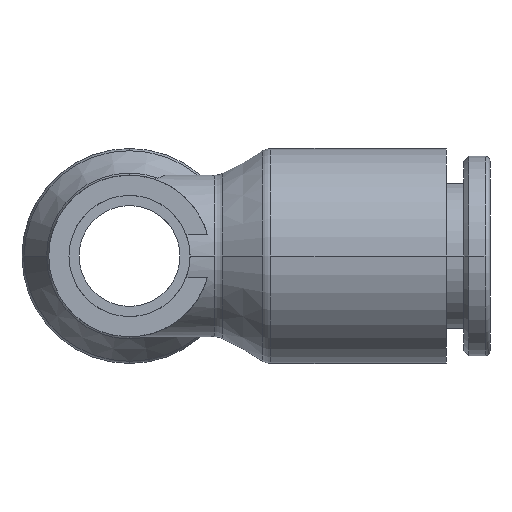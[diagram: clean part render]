
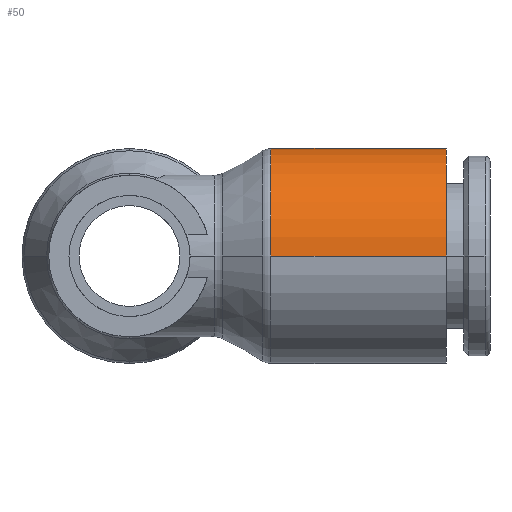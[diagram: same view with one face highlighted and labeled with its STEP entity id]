
A CAD part, front view. The second image highlights one B-rep face of the part: STEP entity #50.
In plain terms, the highlighted cylindrical face has radius 5.325 mm (diameter 10.65 mm), a partial arc.
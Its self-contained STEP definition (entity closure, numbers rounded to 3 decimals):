
#50=ADVANCED_FACE('',(#133),#134,.T.);
#133=FACE_OUTER_BOUND('',#299,.T.);
#134=CYLINDRICAL_SURFACE('',#300,5.325);
#299=EDGE_LOOP('',(#492,#493,#494,#495,#496));
#300=AXIS2_PLACEMENT_3D('',#497,#498,#499);
#492=ORIENTED_EDGE('',*,*,#1125,.F.);
#493=ORIENTED_EDGE('',*,*,#1126,.T.);
#494=ORIENTED_EDGE('',*,*,#1127,.T.);
#495=ORIENTED_EDGE('',*,*,#1128,.F.);
#496=ORIENTED_EDGE('',*,*,#1129,.F.);
#497=CARTESIAN_POINT('',(11.35,20.85,0.0));
#498=DIRECTION('',(1.0,0.0,0.0));
#499=DIRECTION('',(0.0,1.0,0.0));
#1125=EDGE_CURVE('',#1349,#1350,#1351,.T.);
#1126=EDGE_CURVE('',#1349,#1352,#1353,.T.);
#1127=EDGE_CURVE('',#1352,#1354,#1355,.T.);
#1128=EDGE_CURVE('',#1356,#1354,#1357,.T.);
#1129=EDGE_CURVE('',#1350,#1356,#1358,.T.);
#1349=VERTEX_POINT('',#1697);
#1350=VERTEX_POINT('',#1698);
#1351=LINE('',#1699,#1700);
#1352=VERTEX_POINT('',#1701);
#1353=CIRCLE('',#1702,5.325);
#1354=VERTEX_POINT('',#1703);
#1355=CIRCLE('',#1704,5.325);
#1356=VERTEX_POINT('',#1705);
#1357=LINE('',#1706,#1707);
#1358=CIRCLE('',#1708,5.325);
#1697=CARTESIAN_POINT('',(7.0,26.175,0.0));
#1698=CARTESIAN_POINT('',(15.7,26.175,0.0));
#1699=CARTESIAN_POINT('',(11.35,26.175,0.));
#1700=VECTOR('',#2413,1.0);
#1701=CARTESIAN_POINT('',(7.0,20.85,5.325));
#1702=AXIS2_PLACEMENT_3D('',#2414,#2415,#2416);
#1703=CARTESIAN_POINT('',(7.0,15.525,0.));
#1704=AXIS2_PLACEMENT_3D('',#2417,#2418,#2419);
#1705=CARTESIAN_POINT('',(15.7,15.525,0.));
#1706=CARTESIAN_POINT('',(11.35,15.525,0.));
#1707=VECTOR('',#2420,1.0);
#1708=AXIS2_PLACEMENT_3D('',#2421,#2422,#2423);
#2413=DIRECTION('',(1.0,0.0,0.0));
#2414=CARTESIAN_POINT('',(7.0,20.85,0.0));
#2415=DIRECTION('',(1.0,0.0,0.0));
#2416=DIRECTION('',(0.0,1.0,0.0));
#2417=CARTESIAN_POINT('',(7.0,20.85,0.0));
#2418=DIRECTION('',(1.0,0.0,0.0));
#2419=DIRECTION('',(0.0,1.0,0.0));
#2420=DIRECTION('',(-1.0,-0.0,-0.0));
#2421=CARTESIAN_POINT('',(15.7,20.85,0.0));
#2422=DIRECTION('',(1.0,0.0,0.0));
#2423=DIRECTION('',(0.0,1.0,0.0));
